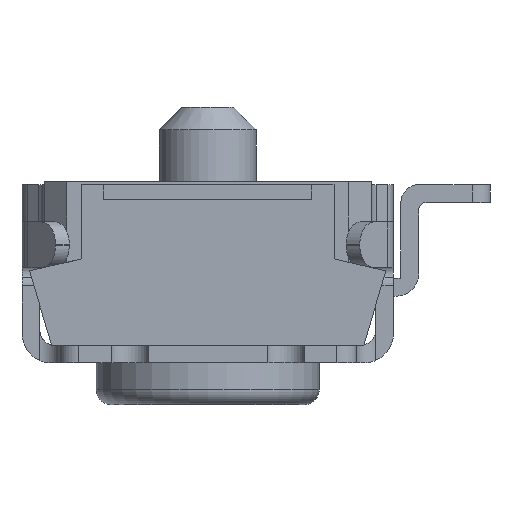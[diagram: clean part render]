
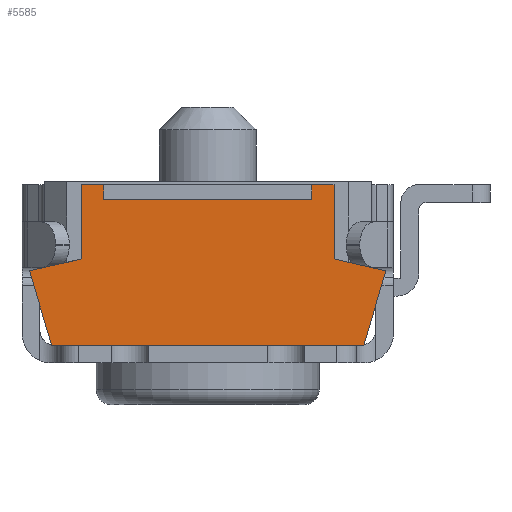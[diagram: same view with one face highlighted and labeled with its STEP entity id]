
A CAD part, left-side view. The second image highlights one B-rep face of the part: STEP entity #5585.
In plain terms, the highlighted planar face has unit normal (-1, 0, 0).
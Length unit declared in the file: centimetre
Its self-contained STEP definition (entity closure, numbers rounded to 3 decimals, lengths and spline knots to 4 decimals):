
#416=LINE('',#8803,#1011);
#425=LINE('',#8821,#1020);
#452=LINE('',#8874,#1047);
#454=LINE('',#8880,#1049);
#460=LINE('',#8890,#1055);
#461=LINE('',#8893,#1056);
#462=LINE('',#8895,#1057);
#463=LINE('',#8896,#1058);
#464=LINE('',#8897,#1059);
#465=LINE('',#8899,#1060);
#466=LINE('',#8901,#1061);
#467=LINE('',#8902,#1062);
#1011=VECTOR('',#7049,1.);
#1020=VECTOR('',#7062,1.);
#1047=VECTOR('',#7103,1.);
#1049=VECTOR('',#7107,1.);
#1055=VECTOR('',#7119,1.);
#1056=VECTOR('',#7122,1.);
#1057=VECTOR('',#7123,1.);
#1058=VECTOR('',#7124,1.);
#1059=VECTOR('',#7125,1.);
#1060=VECTOR('',#7126,1.);
#1061=VECTOR('',#7127,1.);
#1062=VECTOR('',#7128,1.);
#1489=FACE_OUTER_BOUND('',#1787,.T.);
#1787=EDGE_LOOP('',(#4372,#4373,#4374,#4375,#4376,#4377,#4378,#4379,#4380,
#4381,#4382,#4383));
#2456=VERTEX_POINT('',#8800);
#2457=VERTEX_POINT('',#8802);
#2463=VERTEX_POINT('',#8818);
#2464=VERTEX_POINT('',#8820);
#2480=VERTEX_POINT('',#8867);
#2483=VERTEX_POINT('',#8872);
#2485=VERTEX_POINT('',#8877);
#2486=VERTEX_POINT('',#8879);
#2488=VERTEX_POINT('',#8892);
#2489=VERTEX_POINT('',#8894);
#2490=VERTEX_POINT('',#8898);
#2491=VERTEX_POINT('',#8900);
#3135=EDGE_CURVE('',#2457,#2456,#416,.T.);
#3144=EDGE_CURVE('',#2464,#2463,#425,.T.);
#3171=EDGE_CURVE('',#2480,#2483,#452,.T.);
#3173=EDGE_CURVE('',#2486,#2485,#454,.T.);
#3179=EDGE_CURVE('',#2485,#2480,#460,.T.);
#3180=EDGE_CURVE('',#2483,#2488,#461,.T.);
#3181=EDGE_CURVE('',#2488,#2489,#462,.T.);
#3182=EDGE_CURVE('',#2489,#2464,#463,.T.);
#3183=EDGE_CURVE('',#2463,#2457,#464,.T.);
#3184=EDGE_CURVE('',#2456,#2490,#465,.T.);
#3185=EDGE_CURVE('',#2490,#2491,#466,.T.);
#3186=EDGE_CURVE('',#2491,#2486,#467,.T.);
#4372=ORIENTED_EDGE('',*,*,#3173,.T.);
#4373=ORIENTED_EDGE('',*,*,#3179,.T.);
#4374=ORIENTED_EDGE('',*,*,#3171,.T.);
#4375=ORIENTED_EDGE('',*,*,#3180,.T.);
#4376=ORIENTED_EDGE('',*,*,#3181,.T.);
#4377=ORIENTED_EDGE('',*,*,#3182,.T.);
#4378=ORIENTED_EDGE('',*,*,#3144,.T.);
#4379=ORIENTED_EDGE('',*,*,#3183,.T.);
#4380=ORIENTED_EDGE('',*,*,#3135,.T.);
#4381=ORIENTED_EDGE('',*,*,#3184,.T.);
#4382=ORIENTED_EDGE('',*,*,#3185,.T.);
#4383=ORIENTED_EDGE('',*,*,#3186,.T.);
#5343=PLANE('',#6023);
#5585=ADVANCED_FACE('',(#1489),#5343,.T.);
#6023=AXIS2_PLACEMENT_3D('',#8891,#7120,#7121);
#7049=DIRECTION('',(0.,-0.287,0.958));
#7062=DIRECTION('',(0.,-0.287,-0.958));
#7103=DIRECTION('',(0.,0.,1.));
#7107=DIRECTION('',(0.,0.,-1.));
#7119=DIRECTION('',(0.,1.,0.));
#7120=DIRECTION('center_axis',(-1.,0.,0.));
#7121=DIRECTION('ref_axis',(0.,1.,0.));
#7122=DIRECTION('',(0.,1.,0.));
#7123=DIRECTION('',(0.,0.,-1.));
#7124=DIRECTION('',(0.,0.975,-0.223));
#7125=DIRECTION('',(0.,-1.,0.));
#7126=DIRECTION('',(0.,0.975,0.223));
#7127=DIRECTION('',(0.,0.,1.));
#7128=DIRECTION('',(0.,1.,0.));
#8800=CARTESIAN_POINT('',(-0.998,-0.1295,-0.0327));
#8802=CARTESIAN_POINT('',(-0.998,-0.1145,-0.0827));
#8803=CARTESIAN_POINT('',(-0.998,-0.1145,-0.0827));
#8818=CARTESIAN_POINT('',(-0.998,0.0955,-0.0827));
#8820=CARTESIAN_POINT('',(-0.998,0.1105,-0.0327));
#8821=CARTESIAN_POINT('',(-0.998,0.1105,-0.0327));
#8867=CARTESIAN_POINT('',(-0.998,0.0605,0.0153));
#8872=CARTESIAN_POINT('',(-0.998,0.0605,0.0253));
#8874=CARTESIAN_POINT('',(-0.998,0.0605,-0.0067));
#8877=CARTESIAN_POINT('',(-0.998,-0.0795,0.0153));
#8879=CARTESIAN_POINT('',(-0.998,-0.0795,0.0253));
#8880=CARTESIAN_POINT('',(-0.998,-0.0795,-0.0067));
#8890=CARTESIAN_POINT('',(-0.998,-0.0095,0.0153));
#8891=CARTESIAN_POINT('Origin',(-0.998,-0.0095,
-0.0287));
#8892=CARTESIAN_POINT('',(-0.998,0.0755,0.0253));
#8893=CARTESIAN_POINT('',(-0.998,-0.0945,0.0253));
#8894=CARTESIAN_POINT('',(-0.998,0.0755,-0.0247));
#8895=CARTESIAN_POINT('',(-0.998,0.0755,0.0253));
#8896=CARTESIAN_POINT('',(-0.998,0.0755,-0.0247));
#8897=CARTESIAN_POINT('',(-0.998,0.0955,-0.0827));
#8898=CARTESIAN_POINT('',(-0.998,-0.0945,-0.0247));
#8899=CARTESIAN_POINT('',(-0.998,-0.1295,-0.0327));
#8900=CARTESIAN_POINT('',(-0.998,-0.0945,0.0253));
#8901=CARTESIAN_POINT('',(-0.998,-0.0945,-0.0247));
#8902=CARTESIAN_POINT('',(-0.998,-0.0945,0.0253));
